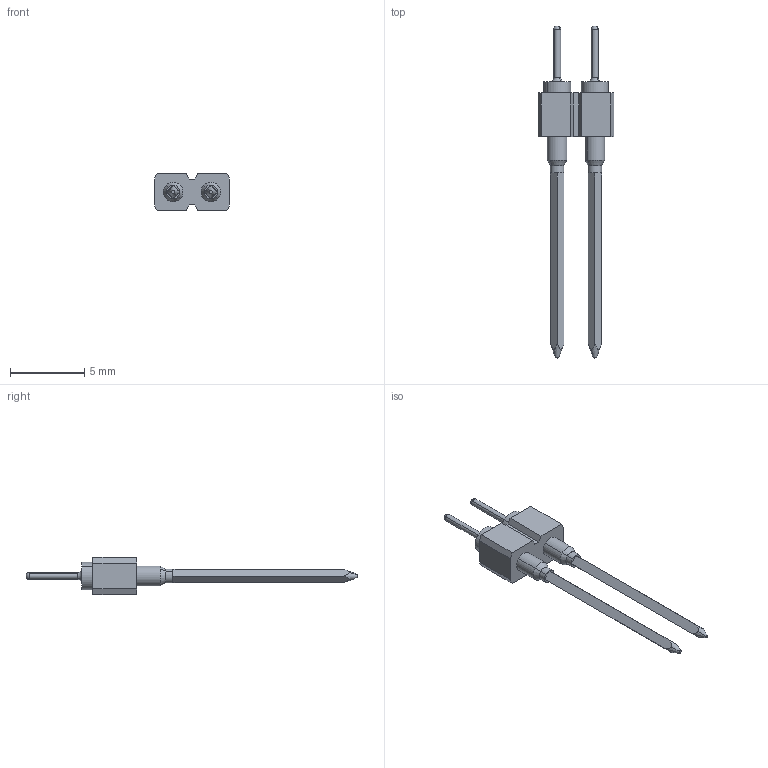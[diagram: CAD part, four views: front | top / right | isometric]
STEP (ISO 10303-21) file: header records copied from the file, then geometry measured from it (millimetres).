
FILE_DESCRIPTION(('STEP AP214'),'1');
FILE_NAME('pcb_connector_353-10-102-00-001101.stp','2017-04-16T17:58:37',('TraceParts'),('TraceParts S.A.'),'Spatial InterOp 3D',' ',' ');
FILE_SCHEMA(('automotive_design'));
Length unit declared in the file: millimetre
Products named in the file (1): pcb_connector_353-10-102-00-001101
Bounding box: 5.08 x 22.36 x 2.54 mm (x, y, z)
Volume: 57.1 mm3; surface area: 168.7 mm2
Topology: 1 solids, 1 shells, 66 faces, 164 edges, 108 vertices
Faces by surface type: plane 34, cylinder 16, torus 8, cone 8
Entity records: 2512 total; most frequent: CARTESIAN_POINT 363, DIRECTION 350, ORIENTED_EDGE 328, EDGE_CURVE 164, AXIS2_PLACEMENT_3D 131, VERTEX_POINT 108, LINE 88, VECTOR 88
